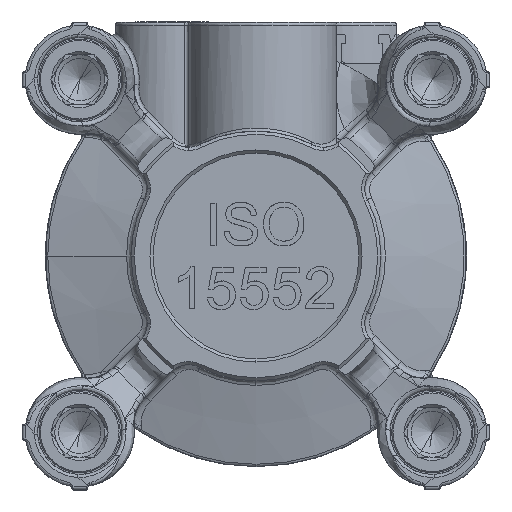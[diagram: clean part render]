
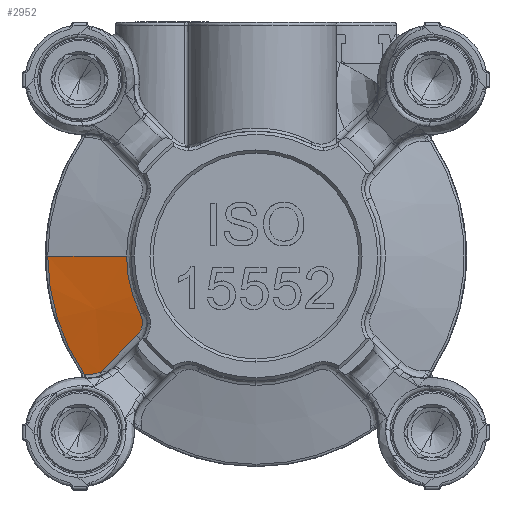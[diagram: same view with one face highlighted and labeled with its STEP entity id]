
A CAD part, front view. The second image highlights one B-rep face of the part: STEP entity #2952.
In plain terms, the highlighted conical face has half-angle 75 degrees and reference radius 33.379 mm.
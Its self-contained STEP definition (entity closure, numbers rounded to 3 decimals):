
#1788 = EDGE_CURVE ( 'NONE', #95032, #112708, #27164, .T. ) ;
#2116 = VERTEX_POINT ( 'NONE', #89791 ) ;
#2208 = CIRCLE ( 'NONE', #46275, 20.741 ) ;
#2455 = CARTESIAN_POINT ( 'NONE',  ( -22.695, 26.708, -16.388 ) ) ;
#2952 = ADVANCED_FACE ( 'NONE', ( #91795 ), #24841, .T. ) ;
#4743 = CARTESIAN_POINT ( 'NONE',  ( -18.515, 24.766, -9.349 ) ) ;
#5825 = CARTESIAN_POINT ( 'NONE',  ( -26.627, 27.969, -18.974 ) ) ;
#6236 = CARTESIAN_POINT ( 'NONE',  ( -18.515, 24.766, -9.349 ) ) ;
#7114 = DIRECTION ( 'NONE',  ( -0.966, 0.259, 0. ) ) ;
#7722 = CARTESIAN_POINT ( 'NONE',  ( -33.379, 28.152, 0. ) ) ;
#8488 = EDGE_CURVE ( 'NONE', #69151, #2116, #53777, .T. ) ;
#11230 = B_SPLINE_CURVE_WITH_KNOTS ( 'NONE', 3,
 ( #88381, #2455, #117187, #112103 ),
 .UNSPECIFIED., .F., .F.,
 ( 4, 4 ),
 ( 0., 1. ),
 .UNSPECIFIED. ) ;
#11343 = CARTESIAN_POINT ( 'NONE',  ( -18.739, 25.226, -12.381 ) ) ;
#14708 = CARTESIAN_POINT ( 'NONE',  ( -27.437, 28.143, -18.954 ) ) ;
#15645 = CARTESIAN_POINT ( 'NONE',  ( -18.213, 24.829, -10.408 ) ) ;
#19961 = EDGE_LOOP ( 'NONE', ( #102033, #42474, #25674, #95711, #22697, #78206, #94031 ) ) ;
#21375 = CARTESIAN_POINT ( 'NONE',  ( -18.561, 25.143, -12.091 ) ) ;
#22697 = ORIENTED_EDGE ( 'NONE', *, *, #8488, .T. ) ;
#23243 = CARTESIAN_POINT ( 'NONE',  ( -18.976, 25.324, -12.683 ) ) ;
#24841 = CONICAL_SURFACE ( 'NONE', #94895, 33.379, 1.309 ) ;
#24935 = VECTOR ( 'NONE', #7114, 1000. ) ;
#25131 = DIRECTION ( 'NONE',  ( 0., 0., -1. ) ) ;
#25674 = ORIENTED_EDGE ( 'NONE', *, *, #111492, .F. ) ;
#25945 = DIRECTION ( 'NONE',  ( -1., 0., 0. ) ) ;
#26310 = CARTESIAN_POINT ( 'NONE',  ( -18.275, 24.97, -11.335 ) ) ;
#27164 = LINE ( 'NONE', #7722, #24935 ) ;
#30167 = CARTESIAN_POINT ( 'NONE',  ( -18.675, 25.198, -12.286 ) ) ;
#30963 = B_SPLINE_CURVE_WITH_KNOTS ( 'NONE', 3,
 ( #82414, #14708, #71828, #118780 ),
 .UNSPECIFIED., .F., .F.,
 ( 4, 4 ),
 ( 0., 1. ),
 .UNSPECIFIED. ) ;
#35356 = CARTESIAN_POINT ( 'NONE',  ( 0., 28.152, 0. ) ) ;
#36799 = EDGE_CURVE ( 'NONE', #80292, #54135, #115632, .T. ) ;
#40193 = CARTESIAN_POINT ( 'NONE',  ( -18.616, 25.17, -12.189 ) ) ;
#40823 = CARTESIAN_POINT ( 'NONE',  ( -19.088, 25.365, -12.795 ) ) ;
#42474 = ORIENTED_EDGE ( 'NONE', *, *, #1788, .T. ) ;
#42897 = CARTESIAN_POINT ( 'NONE',  ( -27.144, 28.082, -18.978 ) ) ;
#44520 = CARTESIAN_POINT ( 'NONE',  ( -18.219, 24.915, -11.03 ) ) ;
#44733 = CARTESIAN_POINT ( 'NONE',  ( -26.525, 27.946, -18.968 ) ) ;
#45151 = CARTESIAN_POINT ( 'NONE',  ( -18.26, 24.956, -11.26 ) ) ;
#46275 = AXIS2_PLACEMENT_3D ( 'NONE', #82522, #54327, #64351 ) ;
#52303 = CARTESIAN_POINT ( 'NONE',  ( -25.705, 27.751, -18.866 ) ) ;
#52918 = CARTESIAN_POINT ( 'NONE',  ( -24.928, 27.545, -18.616 ) ) ;
#53777 = B_SPLINE_CURVE_WITH_KNOTS ( 'NONE', 3,
 ( #72963, #42897, #109942, #5825, #44733, #111171, #73578, #52303, #64156, #52918 ),
 .UNSPECIFIED., .F., .F.,
 ( 4, 2, 2, 2, 4 ),
 ( 0., 0.25, 0.375, 0.5, 1. ),
 .UNSPECIFIED. ) ;
#54135 = VERTEX_POINT ( 'NONE', #4743 ) ;
#54327 = DIRECTION ( 'NONE',  ( 0., 1., 0. ) ) ;
#54544 = CARTESIAN_POINT ( 'NONE',  ( -18.203, 24.847, -10.564 ) ) ;
#59629 = CARTESIAN_POINT ( 'NONE',  ( -18.469, 25.097, -11.916 ) ) ;
#60918 = CARTESIAN_POINT ( 'NONE',  ( -27.478, 28.152, -18.95 ) ) ;
#61483 = CARTESIAN_POINT ( 'NONE',  ( -18.875, 25.284, -12.566 ) ) ;
#63947 = CARTESIAN_POINT ( 'NONE',  ( -18.253, 24.949, -11.224 ) ) ;
#64156 = CARTESIAN_POINT ( 'NONE',  ( -25.308, 27.649, -18.762 ) ) ;
#64351 = DIRECTION ( 'NONE',  ( 0., 0., 1. ) ) ;
#69151 = VERTEX_POINT ( 'NONE', #100894 ) ;
#71828 = CARTESIAN_POINT ( 'NONE',  ( -27.395, 28.135, -18.957 ) ) ;
#72138 = CARTESIAN_POINT ( 'NONE',  ( -18.221, 24.821, -10.332 ) ) ;
#72963 = CARTESIAN_POINT ( 'NONE',  ( -27.353, 28.126, -18.96 ) ) ;
#73078 = AXIS2_PLACEMENT_3D ( 'NONE', #105456, #116683, #25131 ) ;
#73578 = CARTESIAN_POINT ( 'NONE',  ( -26.221, 27.875, -18.939 ) ) ;
#75636 = EDGE_CURVE ( 'NONE', #54135, #95032, #2208, .T. ) ;
#78206 = ORIENTED_EDGE ( 'NONE', *, *, #90084, .T. ) ;
#79055 = CARTESIAN_POINT ( 'NONE',  ( -18.408, 25.063, -11.774 ) ) ;
#80292 = VERTEX_POINT ( 'NONE', #103035 ) ;
#81523 = CARTESIAN_POINT ( 'NONE',  ( -18.334, 25.015, -11.556 ) ) ;
#82116 = CARTESIAN_POINT ( 'NONE',  ( -18.201, 24.857, -10.642 ) ) ;
#82414 = CARTESIAN_POINT ( 'NONE',  ( -27.478, 28.152, -18.95 ) ) ;
#82522 = CARTESIAN_POINT ( 'NONE',  ( 0., 24.766, 0. ) ) ;
#82743 = CARTESIAN_POINT ( 'NONE',  ( -18.372, 24.766, -9.632 ) ) ;
#83071 = CIRCLE ( 'NONE', #73078, 33.379 ) ;
#83748 = VERTEX_POINT ( 'NONE', #60918 ) ;
#88381 = CARTESIAN_POINT ( 'NONE',  ( -24.928, 27.545, -18.616 ) ) ;
#89791 = CARTESIAN_POINT ( 'NONE',  ( -24.928, 27.545, -18.616 ) ) ;
#90084 = EDGE_CURVE ( 'NONE', #2116, #80292, #11230, .T. ) ;
#91795 = FACE_OUTER_BOUND ( 'NONE', #19961, .T. ) ;
#94031 = ORIENTED_EDGE ( 'NONE', *, *, #36799, .T. ) ;
#94895 = AXIS2_PLACEMENT_3D ( 'NONE', #35356, #110597, #25945 ) ;
#95032 = VERTEX_POINT ( 'NONE', #104990 ) ;
#95711 = ORIENTED_EDGE ( 'NONE', *, *, #103422, .T. ) ;
#100527 = CARTESIAN_POINT ( 'NONE',  ( -33.379, 28.152, 0. ) ) ;
#100894 = CARTESIAN_POINT ( 'NONE',  ( -27.353, 28.126, -18.96 ) ) ;
#100934 = CARTESIAN_POINT ( 'NONE',  ( -18.302, 24.992, -11.446 ) ) ;
#102033 = ORIENTED_EDGE ( 'NONE', *, *, #75636, .T. ) ;
#103035 = CARTESIAN_POINT ( 'NONE',  ( -19.088, 25.365, -12.795 ) ) ;
#103422 = EDGE_CURVE ( 'NONE', #83748, #69151, #30963, .T. ) ;
#104990 = CARTESIAN_POINT ( 'NONE',  ( -20.741, 24.766, 0. ) ) ;
#105456 = CARTESIAN_POINT ( 'NONE',  ( 0., 28.152, 0. ) ) ;
#109942 = CARTESIAN_POINT ( 'NONE',  ( -26.936, 28.038, -18.983 ) ) ;
#110335 = CARTESIAN_POINT ( 'NONE',  ( -18.279, 24.781, -9.931 ) ) ;
#110597 = DIRECTION ( 'NONE',  ( 0., 1., 0. ) ) ;
#111171 = CARTESIAN_POINT ( 'NONE',  ( -26.32, 27.898, -18.951 ) ) ;
#111492 = EDGE_CURVE ( 'NONE', #83748, #112708, #83071, .T. ) ;
#112103 = CARTESIAN_POINT ( 'NONE',  ( -19.088, 25.365, -12.795 ) ) ;
#112179 = CARTESIAN_POINT ( 'NONE',  ( -18.204, 24.89, -10.875 ) ) ;
#112708 = VERTEX_POINT ( 'NONE', #100527 ) ;
#115632 = B_SPLINE_CURVE_WITH_KNOTS ( 'NONE', 3,
 ( #40823, #23243, #61483, #11343, #30167, #40193, #116638, #21375, #59629, #79055, #81523, #100934, #26310, #45151, #63947, #44520, #112179, #82116, #54544, #15645, #72138, #110335, #82743, #6236 ),
 .UNSPECIFIED., .F., .F.,
 ( 4, 2, 1, 2, 2, 2, 1, 2, 2, 2, 2, 2, 4 ),
 ( 0., 0.125, 0.188, 0.219, 0.25, 0.375, 0.438, 0.469, 0.5, 0.625, 0.688, 0.75, 1. ),
 .UNSPECIFIED. ) ;
#116638 = CARTESIAN_POINT ( 'NONE',  ( -18.579, 25.152, -12.123 ) ) ;
#116683 = DIRECTION ( 'NONE',  ( 0., 1., 0. ) ) ;
#117187 = CARTESIAN_POINT ( 'NONE',  ( -20.748, 25.981, -14.448 ) ) ;
#118780 = CARTESIAN_POINT ( 'NONE',  ( -27.353, 28.126, -18.96 ) ) ;
